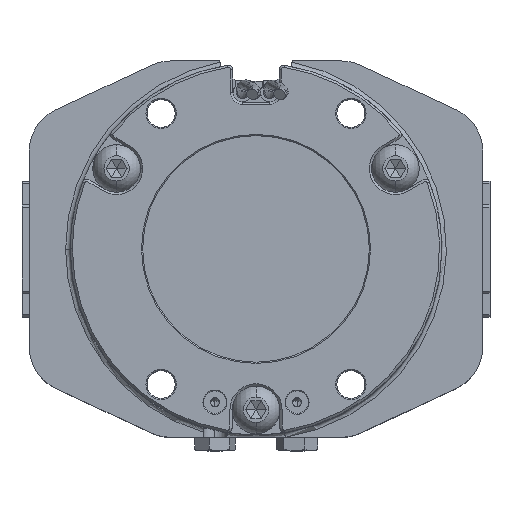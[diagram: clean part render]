
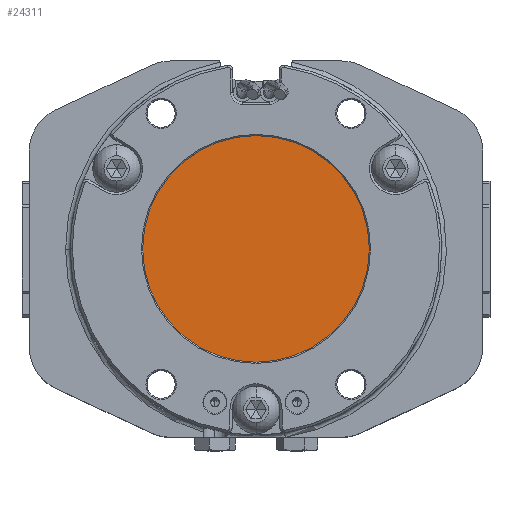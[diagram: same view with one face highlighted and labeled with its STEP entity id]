
A CAD part, top view. The second image highlights one B-rep face of the part: STEP entity #24311.
In plain terms, the highlighted planar face has unit normal (0, 0, 1).
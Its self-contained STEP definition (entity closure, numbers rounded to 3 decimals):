
#1370 = DIRECTION ( 'NONE',  ( 1., 0., 0. ) ) ;
#2305 = EDGE_CURVE ( 'NONE', #13903, #5683, #33573, .T. ) ;
#5683 = VERTEX_POINT ( 'NONE', #28012 ) ;
#6067 = DIRECTION ( 'NONE',  ( 1., 0., 0. ) ) ;
#10873 = EDGE_LOOP ( 'NONE', ( #39432, #36373 ) ) ;
#13903 = VERTEX_POINT ( 'NONE', #28972 ) ;
#15433 = AXIS2_PLACEMENT_3D ( 'NONE', #21502, #24614, #6067 ) ;
#15435 = DIRECTION ( 'NONE',  ( 0., 0., 1. ) ) ;
#19899 = DIRECTION ( 'NONE',  ( 0., 0., 1. ) ) ;
#20208 = AXIS2_PLACEMENT_3D ( 'NONE', #38465, #19899, #1370 ) ;
#21502 = CARTESIAN_POINT ( 'NONE',  ( 0., 0., 5. ) ) ;
#24311 = ADVANCED_FACE ( 'NONE', ( #27091 ), #40079, .T. ) ;
#24614 = DIRECTION ( 'NONE',  ( 0., 0., 1. ) ) ;
#27091 = FACE_OUTER_BOUND ( 'NONE', #10873, .T. ) ;
#28012 = CARTESIAN_POINT ( 'NONE',  ( 25., 0., 5. ) ) ;
#28972 = CARTESIAN_POINT ( 'NONE',  ( -25., 0., 5. ) ) ;
#33573 = CIRCLE ( 'NONE', #20208, 25. ) ;
#34039 = CARTESIAN_POINT ( 'NONE',  ( 0., 0., 5. ) ) ;
#35137 = EDGE_CURVE ( 'NONE', #5683, #13903, #38333, .T. ) ;
#36373 = ORIENTED_EDGE ( 'NONE', *, *, #2305, .T. ) ;
#37172 = DIRECTION ( 'NONE',  ( 1., 0., 0. ) ) ;
#38099 = AXIS2_PLACEMENT_3D ( 'NONE', #34039, #15435, #37172 ) ;
#38333 = CIRCLE ( 'NONE', #38099, 25. ) ;
#38465 = CARTESIAN_POINT ( 'NONE',  ( 0., 0., 5. ) ) ;
#39432 = ORIENTED_EDGE ( 'NONE', *, *, #35137, .T. ) ;
#40079 = PLANE ( 'NONE',  #15433 ) ;
